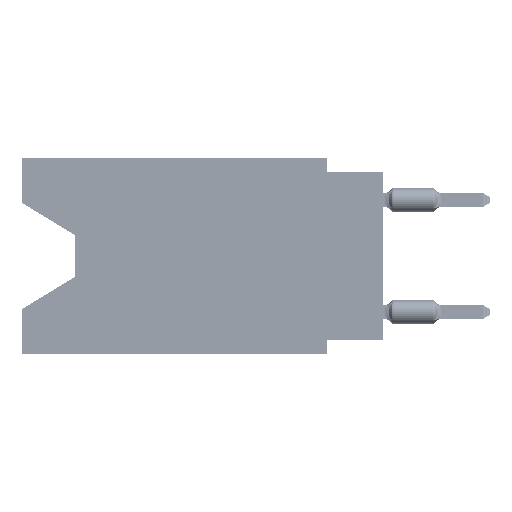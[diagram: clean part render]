
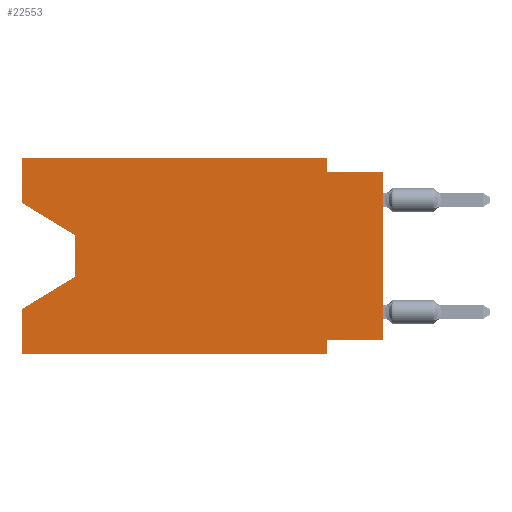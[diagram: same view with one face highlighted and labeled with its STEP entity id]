
A CAD part, left-side view. The second image highlights one B-rep face of the part: STEP entity #22553.
In plain terms, the highlighted planar face has unit normal (-1, 0, 0).
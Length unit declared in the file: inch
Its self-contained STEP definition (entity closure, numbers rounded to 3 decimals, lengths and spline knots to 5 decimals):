
#2107 = CARTESIAN_POINT ( 'NONE',  ( 0., 0.1, -0.35 ) ) ;
#2591 = CARTESIAN_POINT ( 'NONE',  ( 0., 0.1, 0. ) ) ;
#5565 = CARTESIAN_POINT ( 'NONE',  ( 0., 0.645, -0.08025 ) ) ;
#5596 = CARTESIAN_POINT ( 'NONE',  ( 0., 0.1, -0.35 ) ) ;
#6396 = CARTESIAN_POINT ( 'NONE',  ( 0., 0., -0.325 ) ) ;
#8449 = VECTOR ( 'NONE', #76376, 39.37008 ) ;
#8766 = DIRECTION ( 'NONE',  ( 0., 1., 0. ) ) ;
#9233 = VECTOR ( 'NONE', #30983, 39.37008 ) ;
#13521 = VERTEX_POINT ( 'NONE', #6396 ) ;
#13991 = LINE ( 'NONE', #5596, #16581 ) ;
#14504 = VECTOR ( 'NONE', #64312, 39.37008 ) ;
#14954 = EDGE_CURVE ( 'NONE', #52308, #58548, #55562, .T. ) ;
#15450 = ORIENTED_EDGE ( 'NONE', *, *, #18075, .T. ) ;
#16346 = LINE ( 'NONE', #46338, #8449 ) ;
#16581 = VECTOR ( 'NONE', #80455, 39.37008 ) ;
#17379 = CARTESIAN_POINT ( 'NONE',  ( 0., 0.645, -0.35 ) ) ;
#18075 = EDGE_CURVE ( 'NONE', #13521, #50435, #41098, .T. ) ;
#22553 = ADVANCED_FACE ( 'NONE', ( #97379 ), #58971, .F. ) ;
#27046 = ORIENTED_EDGE ( 'NONE', *, *, #34713, .F. ) ;
#27921 = ORIENTED_EDGE ( 'NONE', *, *, #82333, .F. ) ;
#30275 = EDGE_CURVE ( 'NONE', #70218, #73911, #71234, .T. ) ;
#30983 = DIRECTION ( 'NONE',  ( 0., 0., -1. ) ) ;
#32218 = CARTESIAN_POINT ( 'NONE',  ( 0., 0., 0. ) ) ;
#32339 = VERTEX_POINT ( 'NONE', #42240 ) ;
#33198 = DIRECTION ( 'NONE',  ( 0., 0., 1. ) ) ;
#34713 = EDGE_CURVE ( 'NONE', #73911, #73079, #16346, .T. ) ;
#37635 = VECTOR ( 'NONE', #94404, 39.37008 ) ;
#38196 = DIRECTION ( 'NONE',  ( 0., -1., 0. ) ) ;
#38373 = CARTESIAN_POINT ( 'NONE',  ( 0., 0.55, -0.138 ) ) ;
#39566 = EDGE_CURVE ( 'NONE', #70218, #52308, #73025, .T. ) ;
#39824 = CARTESIAN_POINT ( 'NONE',  ( 0., 0.55, -0.138 ) ) ;
#40349 = VECTOR ( 'NONE', #59201, 39.37008 ) ;
#40644 = ORIENTED_EDGE ( 'NONE', *, *, #94817, .F. ) ;
#41098 = LINE ( 'NONE', #32218, #96700 ) ;
#42240 = CARTESIAN_POINT ( 'NONE',  ( 0., 0.1, -0.025 ) ) ;
#42871 = VECTOR ( 'NONE', #38196, 39.37008 ) ;
#43204 = CARTESIAN_POINT ( 'NONE',  ( 0., 0.645, 0. ) ) ;
#43850 = ORIENTED_EDGE ( 'NONE', *, *, #30275, .F. ) ;
#44219 = DIRECTION ( 'NONE',  ( 1., 0., 0. ) ) ;
#46338 = CARTESIAN_POINT ( 'NONE',  ( 0., 0.645, 0. ) ) ;
#47869 = ORIENTED_EDGE ( 'NONE', *, *, #96054, .F. ) ;
#50435 = VERTEX_POINT ( 'NONE', #88176 ) ;
#51523 = VERTEX_POINT ( 'NONE', #54441 ) ;
#52308 = VERTEX_POINT ( 'NONE', #39824 ) ;
#54441 = CARTESIAN_POINT ( 'NONE',  ( 0., 0.1, -0.325 ) ) ;
#55233 = ORIENTED_EDGE ( 'NONE', *, *, #60462, .F. ) ;
#55562 = LINE ( 'NONE', #38373, #9233 ) ;
#56239 = LINE ( 'NONE', #17379, #42871 ) ;
#57417 = CARTESIAN_POINT ( 'NONE',  ( 0., 0.645, 0. ) ) ;
#57766 = CARTESIAN_POINT ( 'NONE',  ( 0., 0.645, -0.35 ) ) ;
#58548 = VERTEX_POINT ( 'NONE', #87927 ) ;
#58971 = PLANE ( 'NONE',  #65610 ) ;
#59201 = DIRECTION ( 'NONE',  ( 0., -0.855, -0.519 ) ) ;
#60462 = EDGE_CURVE ( 'NONE', #73079, #32339, #64116, .T. ) ;
#62313 = VECTOR ( 'NONE', #87575, 39.37008 ) ;
#62593 = ORIENTED_EDGE ( 'NONE', *, *, #64339, .T. ) ;
#63379 = LINE ( 'NONE', #87998, #37635 ) ;
#64116 = LINE ( 'NONE', #2591, #78694 ) ;
#64312 = DIRECTION ( 'NONE',  ( 0., 0., 1. ) ) ;
#64339 = EDGE_CURVE ( 'NONE', #90961, #73373, #56239, .T. ) ;
#64424 = CARTESIAN_POINT ( 'NONE',  ( 0., 0., -0.025 ) ) ;
#65610 = AXIS2_PLACEMENT_3D ( 'NONE', #89510, #44219, #82111 ) ;
#65880 = ORIENTED_EDGE ( 'NONE', *, *, #39566, .T. ) ;
#68836 = LINE ( 'NONE', #82640, #96429 ) ;
#69825 = CARTESIAN_POINT ( 'NONE',  ( 0., 0.645, -0.08025 ) ) ;
#70218 = VERTEX_POINT ( 'NONE', #69825 ) ;
#71154 = CARTESIAN_POINT ( 'NONE',  ( 0., 0.1, 0. ) ) ;
#71234 = LINE ( 'NONE', #57417, #14504 ) ;
#73025 = LINE ( 'NONE', #5565, #40349 ) ;
#73079 = VERTEX_POINT ( 'NONE', #71154 ) ;
#73373 = VERTEX_POINT ( 'NONE', #2107 ) ;
#73911 = VERTEX_POINT ( 'NONE', #43204 ) ;
#76376 = DIRECTION ( 'NONE',  ( 0., -1., 0. ) ) ;
#76630 = EDGE_CURVE ( 'NONE', #58548, #77928, #63379, .T. ) ;
#76880 = DIRECTION ( 'NONE',  ( 0., -1., 0. ) ) ;
#77928 = VERTEX_POINT ( 'NONE', #95888 ) ;
#78086 = ORIENTED_EDGE ( 'NONE', *, *, #14954, .T. ) ;
#78597 = ORIENTED_EDGE ( 'NONE', *, *, #76630, .T. ) ;
#78694 = VECTOR ( 'NONE', #85326, 39.37008 ) ;
#80455 = DIRECTION ( 'NONE',  ( 0., 0., -1. ) ) ;
#80965 = EDGE_LOOP ( 'NONE', ( #65880, #78086, #78597, #40644, #62593, #96346, #27921, #15450, #47869, #55233, #27046, #43850 ) ) ;
#81625 = LINE ( 'NONE', #89024, #62313 ) ;
#82111 = DIRECTION ( 'NONE',  ( 0., 0., -1. ) ) ;
#82333 = EDGE_CURVE ( 'NONE', #13521, #51523, #68836, .T. ) ;
#82640 = CARTESIAN_POINT ( 'NONE',  ( 0., 0., -0.325 ) ) ;
#82986 = VECTOR ( 'NONE', #76880, 39.37008 ) ;
#84276 = LINE ( 'NONE', #64424, #82986 ) ;
#85326 = DIRECTION ( 'NONE',  ( 0., 0., -1. ) ) ;
#87575 = DIRECTION ( 'NONE',  ( 0., 0., 1. ) ) ;
#87927 = CARTESIAN_POINT ( 'NONE',  ( 0., 0.55, -0.212 ) ) ;
#87998 = CARTESIAN_POINT ( 'NONE',  ( 0., 0.55, -0.212 ) ) ;
#88176 = CARTESIAN_POINT ( 'NONE',  ( 0., 0., -0.025 ) ) ;
#89024 = CARTESIAN_POINT ( 'NONE',  ( 0., 0.645, 0. ) ) ;
#89510 = CARTESIAN_POINT ( 'NONE',  ( 0., 0.645, 0. ) ) ;
#90961 = VERTEX_POINT ( 'NONE', #57766 ) ;
#92803 = EDGE_CURVE ( 'NONE', #51523, #73373, #13991, .T. ) ;
#94404 = DIRECTION ( 'NONE',  ( 0., 0.855, -0.519 ) ) ;
#94817 = EDGE_CURVE ( 'NONE', #90961, #77928, #81625, .T. ) ;
#95888 = CARTESIAN_POINT ( 'NONE',  ( 0., 0.645, -0.26975 ) ) ;
#96054 = EDGE_CURVE ( 'NONE', #32339, #50435, #84276, .T. ) ;
#96346 = ORIENTED_EDGE ( 'NONE', *, *, #92803, .F. ) ;
#96429 = VECTOR ( 'NONE', #8766, 39.37008 ) ;
#96700 = VECTOR ( 'NONE', #33198, 39.37008 ) ;
#97379 = FACE_OUTER_BOUND ( 'NONE', #80965, .T. ) ;
